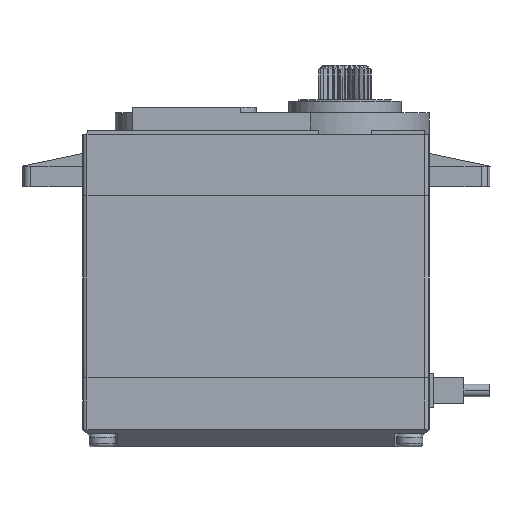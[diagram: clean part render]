
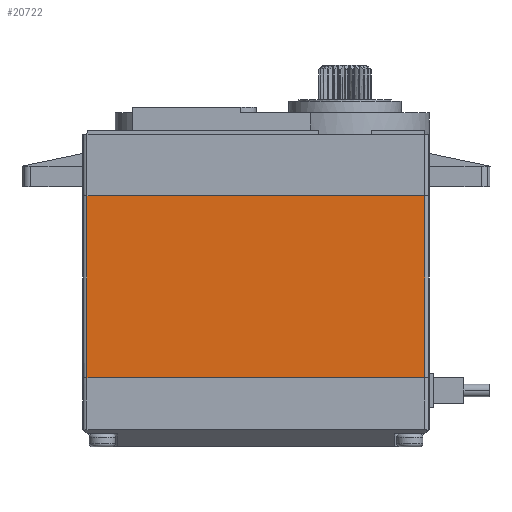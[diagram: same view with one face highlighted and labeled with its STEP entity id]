
A CAD part, front view. The second image highlights one B-rep face of the part: STEP entity #20722.
In plain terms, the highlighted planar face has unit normal (0, -1, 0).
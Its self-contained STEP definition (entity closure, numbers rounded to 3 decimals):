
#20449=CARTESIAN_POINT('Vertex',(0.5,0.,-1.)) ;
#20452=CARTESIAN_POINT('Line Origine',(20.,0.,-1.)) ;
#20456=CARTESIAN_POINT('Vertex',(39.5,0.,-1.)) ;
#20599=CARTESIAN_POINT('Vertex',(39.5,0.,-22.)) ;
#20602=CARTESIAN_POINT('Line Origine',(20.,0.,-22.)) ;
#20606=CARTESIAN_POINT('Vertex',(0.5,0.,-22.)) ;
#20694=CARTESIAN_POINT('Line Origine',(0.5,0.,-1.)) ;
#20706=CARTESIAN_POINT('Axis2P3D Location',(40.,0.,-1.)) ;
#20711=CARTESIAN_POINT('Line Origine',(39.5,0.,-11.5)) ;
#20453=DIRECTION('Vector Direction',(-1.,0.,0.)) ;
#20603=DIRECTION('Vector Direction',(-1.,0.,0.)) ;
#20695=DIRECTION('Vector Direction',(0.,0.,-1.)) ;
#20707=DIRECTION('Axis2P3D Direction',(0.,-1.,0.)) ;
#20708=DIRECTION('Axis2P3D XDirection',(-1.,0.,0.)) ;
#20712=DIRECTION('Vector Direction',(0.,0.,-1.)) ;
#20709=AXIS2_PLACEMENT_3D('Plane Axis2P3D',#20706,#20707,#20708) ;
#20717=ORIENTED_EDGE('',*,*,#20715,.F.) ;
#20718=ORIENTED_EDGE('',*,*,#20458,.T.) ;
#20719=ORIENTED_EDGE('',*,*,#20698,.F.) ;
#20720=ORIENTED_EDGE('',*,*,#20608,.F.) ;
#20454=VECTOR('Line Direction',#20453,1.) ;
#20604=VECTOR('Line Direction',#20603,1.) ;
#20696=VECTOR('Line Direction',#20695,1.) ;
#20713=VECTOR('Line Direction',#20712,1.) ;
#20722=ADVANCED_FACE('Body2',(#20721),#20710,.T.) ;
#20458=EDGE_CURVE('',#20457,#20450,#20455,.T.) ;
#20608=EDGE_CURVE('',#20600,#20607,#20605,.T.) ;
#20698=EDGE_CURVE('',#20607,#20450,#20697,.F.) ;
#20715=EDGE_CURVE('',#20457,#20600,#20714,.T.) ;
#20716=EDGE_LOOP('',(#20717,#20718,#20719,#20720)) ;
#20721=FACE_OUTER_BOUND('',#20716,.T.) ;
#20455=LINE('Line',#20452,#20454) ;
#20605=LINE('Line',#20602,#20604) ;
#20697=LINE('Line',#20694,#20696) ;
#20714=LINE('Line',#20711,#20713) ;
#20710=PLANE('Plane',#20709) ;
#20450=VERTEX_POINT('',#20449) ;
#20457=VERTEX_POINT('',#20456) ;
#20600=VERTEX_POINT('',#20599) ;
#20607=VERTEX_POINT('',#20606) ;
